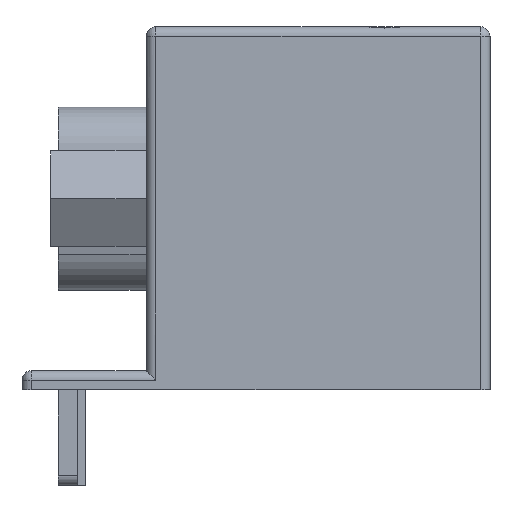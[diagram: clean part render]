
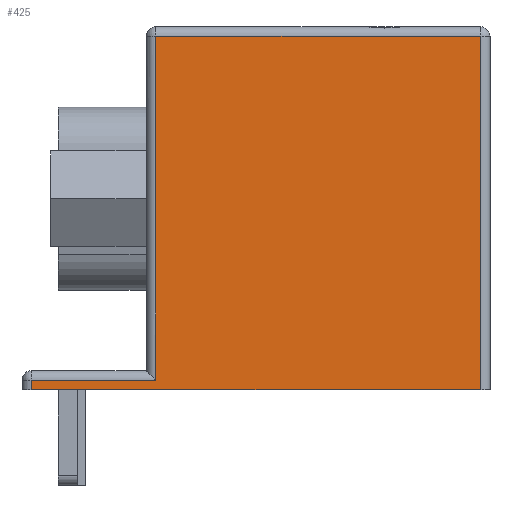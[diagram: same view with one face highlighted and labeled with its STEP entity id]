
A CAD part, left-side view. The second image highlights one B-rep face of the part: STEP entity #425.
In plain terms, the highlighted planar face has unit normal (-1, 0, 0).
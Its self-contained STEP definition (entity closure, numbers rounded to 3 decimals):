
#283 = AXIS2_PLACEMENT_3D ( 'NONE', #850, #859, #883 ) ;
#425 = ADVANCED_FACE ( 'NONE', ( #1078 ), #853, .F. ) ;
#850 = CARTESIAN_POINT ( 'NONE',  ( -29.5, -12.25, 19. ) ) ;
#853 = PLANE ( 'NONE',  #283 ) ;
#859 = DIRECTION ( 'NONE',  ( 1., 0., 0. ) ) ;
#883 = DIRECTION ( 'NONE',  ( 0., 0., -1. ) ) ;
#1078 = FACE_OUTER_BOUND ( 'NONE', #2004, .T. ) ;
#1374 = VERTEX_POINT ( 'NONE', #3301 ) ;
#1383 = VERTEX_POINT ( 'NONE', #3279 ) ;
#1384 = VERTEX_POINT ( 'NONE', #3297 ) ;
#1405 = VERTEX_POINT ( 'NONE', #3276 ) ;
#1557 = VERTEX_POINT ( 'NONE', #3404 ) ;
#1582 = VERTEX_POINT ( 'NONE', #3421 ) ;
#2004 = EDGE_LOOP ( 'NONE', ( #2623, #2643, #2607, #2610, #2050, #2056 ) ) ;
#2050 = ORIENTED_EDGE ( 'NONE', *, *, #2425, .T. ) ;
#2056 = ORIENTED_EDGE ( 'NONE', *, *, #2369, .T. ) ;
#2331 = EDGE_CURVE ( 'NONE', #1384, #1374, #3016, .T. ) ;
#2369 = EDGE_CURVE ( 'NONE', #1383, #1582, #3137, .T. ) ;
#2384 = EDGE_CURVE ( 'NONE', #1374, #1405, #3115, .T. ) ;
#2397 = EDGE_CURVE ( 'NONE', #1557, #1384, #3204, .T. ) ;
#2425 = EDGE_CURVE ( 'NONE', #1405, #1383, #3185, .T. ) ;
#2607 = ORIENTED_EDGE ( 'NONE', *, *, #2331, .T. ) ;
#2610 = ORIENTED_EDGE ( 'NONE', *, *, #2384, .T. ) ;
#2623 = ORIENTED_EDGE ( 'NONE', *, *, #2794, .T. ) ;
#2643 = ORIENTED_EDGE ( 'NONE', *, *, #2397, .T. ) ;
#2794 = EDGE_CURVE ( 'NONE', #1582, #1557, #4036, .T. ) ;
#3016 = LINE ( 'NONE', #3543, #3017 ) ;
#3017 = VECTOR ( 'NONE', #3529, 1000. ) ;
#3115 = LINE ( 'NONE', #3633, #3129 ) ;
#3122 = VECTOR ( 'NONE', #3243, 1000. ) ;
#3129 = VECTOR ( 'NONE', #3634, 1000. ) ;
#3137 = LINE ( 'NONE', #3262, #3122 ) ;
#3159 = VECTOR ( 'NONE', #3705, 1000. ) ;
#3185 = LINE ( 'NONE', #3724, #3187 ) ;
#3187 = VECTOR ( 'NONE', #3722, 1000. ) ;
#3204 = LINE ( 'NONE', #3699, #3159 ) ;
#3243 = DIRECTION ( 'NONE',  ( 0., 0., -1. ) ) ;
#3262 = CARTESIAN_POINT ( 'NONE',  ( -29.5, 11.75, 19. ) ) ;
#3276 = CARTESIAN_POINT ( 'NONE',  ( -29.5, 5.25, 0.5 ) ) ;
#3279 = CARTESIAN_POINT ( 'NONE',  ( -29.5, 11.75, 0.5 ) ) ;
#3297 = CARTESIAN_POINT ( 'NONE',  ( -29.5, -11.75, 18.5 ) ) ;
#3301 = CARTESIAN_POINT ( 'NONE',  ( -29.5, 5.25, 18.5 ) ) ;
#3404 = CARTESIAN_POINT ( 'NONE',  ( -29.5, -11.75, 0. ) ) ;
#3421 = CARTESIAN_POINT ( 'NONE',  ( -29.5, 11.75, 0. ) ) ;
#3529 = DIRECTION ( 'NONE',  ( 0., 1., 0. ) ) ;
#3543 = CARTESIAN_POINT ( 'NONE',  ( -29.5, 5.75, 18.5 ) ) ;
#3633 = CARTESIAN_POINT ( 'NONE',  ( -29.5, 5.25, 19. ) ) ;
#3634 = DIRECTION ( 'NONE',  ( 0., 0., -1. ) ) ;
#3699 = CARTESIAN_POINT ( 'NONE',  ( -29.5, -11.75, 19. ) ) ;
#3705 = DIRECTION ( 'NONE',  ( 0., 0., 1. ) ) ;
#3722 = DIRECTION ( 'NONE',  ( 0., 1., 0. ) ) ;
#3724 = CARTESIAN_POINT ( 'NONE',  ( -29.5, 12.25, 0.5 ) ) ;
#4036 = LINE ( 'NONE', #4401, #4081 ) ;
#4081 = VECTOR ( 'NONE', #4380, 1000. ) ;
#4380 = DIRECTION ( 'NONE',  ( 0., -1., 0. ) ) ;
#4401 = CARTESIAN_POINT ( 'NONE',  ( -29.5, -12.25, 0. ) ) ;
